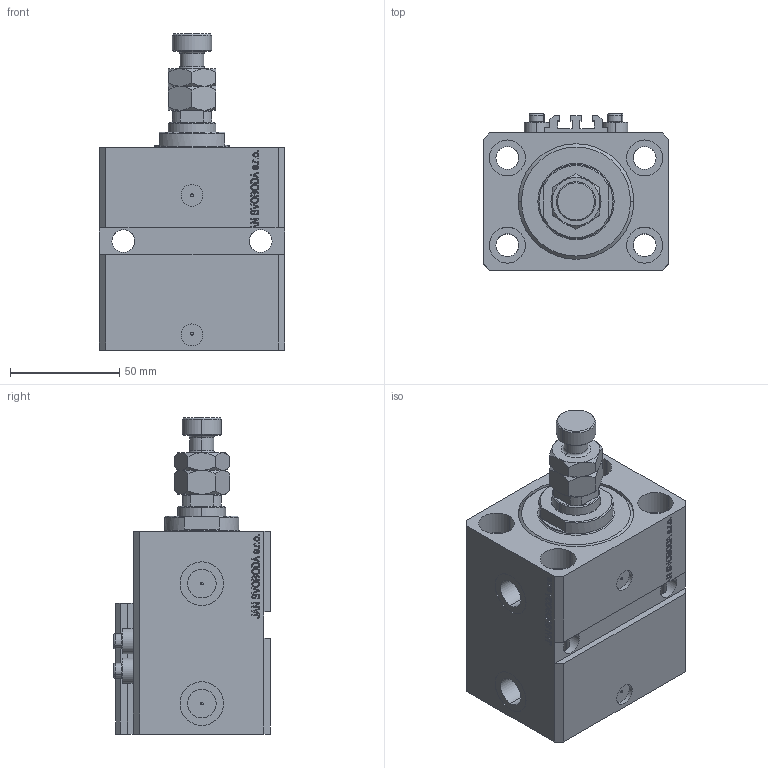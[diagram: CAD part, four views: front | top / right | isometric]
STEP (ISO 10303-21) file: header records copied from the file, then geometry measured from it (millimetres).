
FILE_DESCRIPTION (( 'STEP AP203' ), '1' );
FILE_NAME ('ea3d.STEP', '2023-10-07T18:07:43', ( '' ), ( '' ), 'SwSTEP 2.0', 'SolidWorks 2019', '' );
FILE_SCHEMA (( 'CONFIG_CONTROL_DESIGN' ));
Length unit declared in the file: millimetre
Products named in the file (6): MFA d68e9aaa92aba158c267b1eb22cbb6da; V250CE_VC_E d68e9aaa92aba158c267b1eb22cbb6da; V250CE_C_VCP d68e9aaa92aba158c267b1eb22cbb6da; ea3d; ALLEN BOLT V250CE d68e9aaa92aba158c267b1eb22cbb6da; V250CE_E_Body d68e9aaa92aba158c267b1eb22cbb6da
Assembly tree (8 placements, depth 2):
  ea3d
    V250CE_E_Body d68e9aaa92aba158c267b1eb22cbb6da
    ALLEN BOLT V250CE d68e9aaa92aba158c267b1eb22cbb6da  x4
    V250CE_C_VCP d68e9aaa92aba158c267b1eb22cbb6da
    V250CE_VC_E d68e9aaa92aba158c267b1eb22cbb6da
    MFA d68e9aaa92aba158c267b1eb22cbb6da
Bounding box: 85 x 72 x 145 mm (x, y, z)
Volume: 444318.5 mm3; surface area: 100173.6 mm2
Topology: 9 solids, 9 shells, 1155 faces, 2873 edges, 1855 vertices
Faces by surface type: plane 555, bspline 356, cylinder 142, cone 84, torus 18
Entity records: 49786 total; most frequent: CARTESIAN_POINT 25561, ORIENTED_EDGE 5436, DIRECTION 3660, EDGE_CURVE 2718, VERTEX_POINT 1771, LINE 1616, VECTOR 1616, EDGE_LOOP 1221
